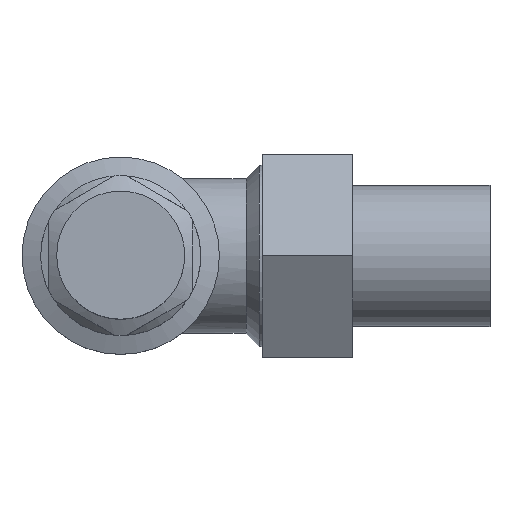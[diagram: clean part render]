
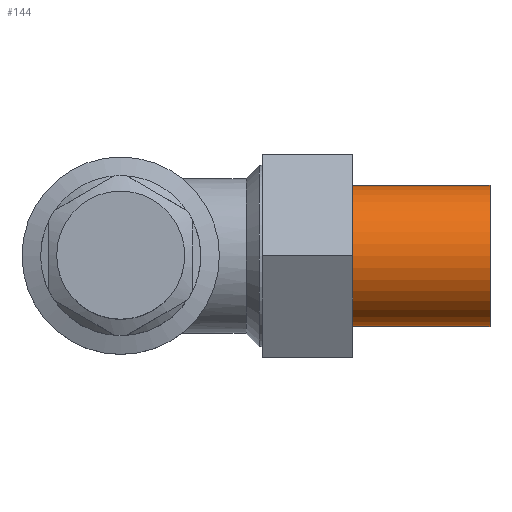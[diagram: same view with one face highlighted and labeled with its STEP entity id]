
A CAD part, top view. The second image highlights one B-rep face of the part: STEP entity #144.
In plain terms, the highlighted cylindrical face has radius 13.22 mm (diameter 26.44 mm), a full revolution.
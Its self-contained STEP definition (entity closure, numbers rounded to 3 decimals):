
#144 = ADVANCED_FACE( '', ( #344, #345 ), #346, .T. );
#344 = FACE_OUTER_BOUND( '', #617, .T. );
#345 = FACE_OUTER_BOUND( '', #618, .T. );
#346 = CYLINDRICAL_SURFACE( '', #619, 13.22 );
#617 = EDGE_LOOP( '', ( #1262 ) );
#618 = EDGE_LOOP( '', ( #1263 ) );
#619 = AXIS2_PLACEMENT_3D( '', #1264, #1265, #1266 );
#1262 = ORIENTED_EDGE( '', *, *, #1824, .F. );
#1263 = ORIENTED_EDGE( '', *, *, #1847, .T. );
#1264 = CARTESIAN_POINT( '', ( -60., 0., 0. ) );
#1265 = DIRECTION( '', ( 1., 0., 0. ) );
#1266 = DIRECTION( '', ( 0., 0., 1. ) );
#1824 = EDGE_CURVE( '', #2220, #2220, #2221, .F. );
#1847 = EDGE_CURVE( '', #2260, #2260, #2261, .T. );
#2220 = VERTEX_POINT( '', #2939 );
#2221 = CIRCLE( '', #2940, 13.22 );
#2260 = VERTEX_POINT( '', #2998 );
#2261 = CIRCLE( '', #2999, 13.22 );
#2939 = CARTESIAN_POINT( '', ( 43.5, 0., -13.22 ) );
#2940 = AXIS2_PLACEMENT_3D( '', #3688, #3689, #3690 );
#2998 = CARTESIAN_POINT( '', ( 69.21, 0., 13.22 ) );
#2999 = AXIS2_PLACEMENT_3D( '', #3719, #3720, #3721 );
#3688 = CARTESIAN_POINT( '', ( 43.5, 0., 0. ) );
#3689 = DIRECTION( '', ( 1., 0., 0. ) );
#3690 = DIRECTION( '', ( 0., 0., -1. ) );
#3719 = CARTESIAN_POINT( '', ( 69.21, 0., 0. ) );
#3720 = DIRECTION( '', ( -1., 0., 0. ) );
#3721 = DIRECTION( '', ( 0., 0., 1. ) );
